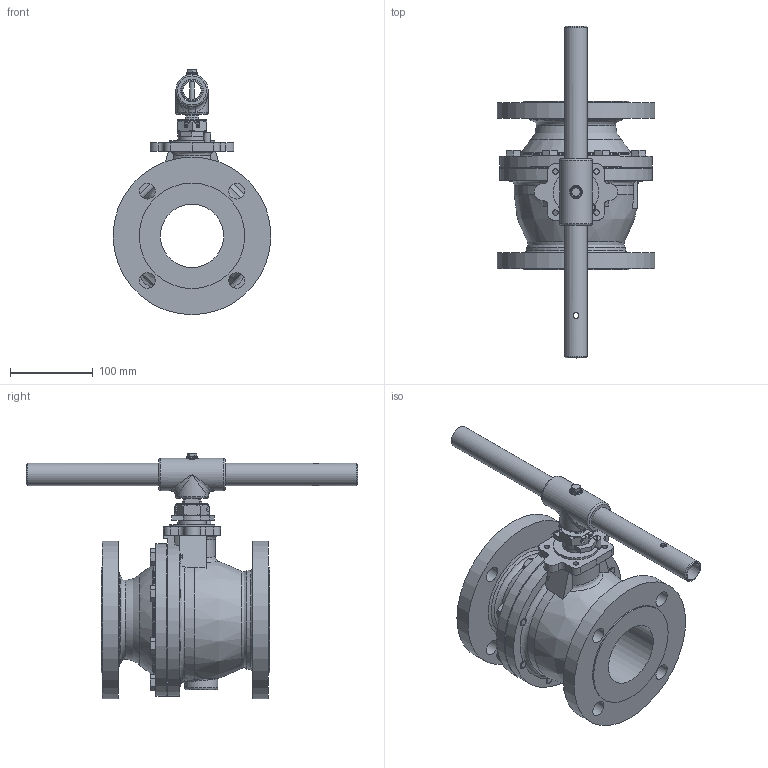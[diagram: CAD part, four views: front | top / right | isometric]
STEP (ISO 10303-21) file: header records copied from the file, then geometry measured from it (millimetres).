
FILE_DESCRIPTION((''),'2;1');
FILE_NAME('GA-F819-30-CL150-W-A-1.stp','2011-05-16T13:00:40',('jaday'),(''),'Autodesk Inventor 2009','Autodesk Inventor 2009','');
FILE_SCHEMA(('AUTOMOTIVE_DESIGN { 1 0 10303 214 1 1 1 1 }'));
Length unit declared in the file: millimetre
Products named in the file (12): GA-F819-30-CL150-W-A-1; GA-B81930-20100-A-1; GA-B81830-87000-A-1; M10-8-030-210-A-1; GA-F819-30-STEM-BUILD-A-1; GA-B81925-04038-A-1; GA-B81925-06002-A-1; GA-B81925-52001-A-1; GA-B81925-60096-A-1; GA-B81925-01005-A-1; B00030-01026-A-1; M06-8-045-110-A-1
Assembly tree (18 placements, depth 2):
  GA-F819-30-CL150-W-A-1
    GA-B81930-20100-A-1
    GA-B81830-87000-A-1
    M10-8-030-210-A-1  x8
    GA-F819-30-STEM-BUILD-A-1
    GA-B81925-04038-A-1
    GA-B81925-06002-A-1
    GA-B81925-52001-A-1
    GA-B81925-60096-A-1
    GA-B81925-01005-A-1
    B00030-01026-A-1
    M06-8-045-110-A-1
Bounding box: 190 x 400 x 295.73 mm (x, y, z)
Volume: 3001934 mm3; surface area: 430723.5 mm2
Topology: 18 solids, 18 shells, 457 faces, 1113 edges, 697 vertices
Faces by surface type: plane 204, cylinder 107, cone 86, bspline 54, torus 5, sphere 1
Full cylindrical faces by diameter (mm): 4.8 x1, 6 x2, 7 x5, 9 x1, 10 x8, 11 x1, 11.25 x8, 14 x1, 19 x8, 21.7 x1, 26.9 x1, 27.55 x2, 29 x1, 33.77 x1, 39 x1, 40 x1, 76.45 x2, 127 x2, 135 x1, 149 x1, 184 x1, 190 x2
Entity records: 14301 total; most frequent: CARTESIAN_POINT 6467, DIRECTION 1509, ORIENTED_EDGE 1478, EDGE_CURVE 739, AXIS2_PLACEMENT_3D 597, VERTEX_POINT 513, EDGE_LOOP 510, FACE_OUTER_BOUND 338
